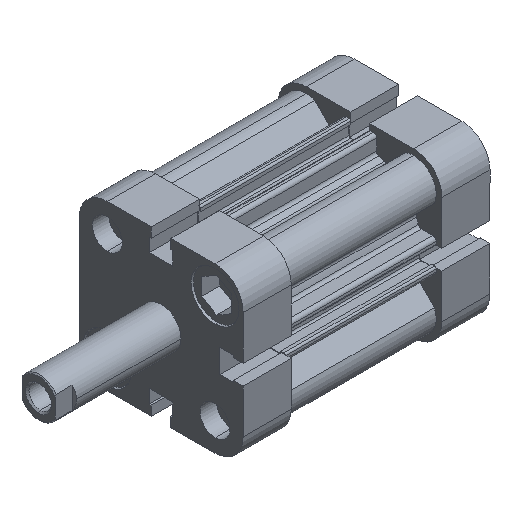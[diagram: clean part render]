
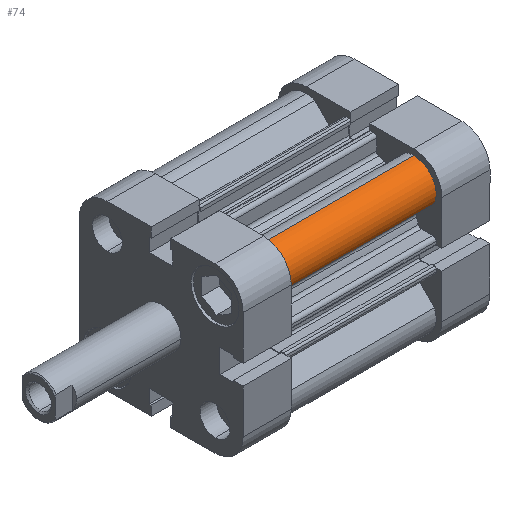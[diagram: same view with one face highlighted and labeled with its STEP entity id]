
A CAD part, isometric view. The second image highlights one B-rep face of the part: STEP entity #74.
In plain terms, the highlighted cylindrical face has radius 6.75 mm (diameter 13.5 mm), a partial arc.
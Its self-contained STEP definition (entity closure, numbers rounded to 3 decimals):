
#74 = ADVANCED_FACE ( 'NONE', ( #2128 ), #2131, .T. ) ;
#466 = VERTEX_POINT ( 'NONE', #4093 ) ;
#570 = VERTEX_POINT ( 'NONE', #4155 ) ;
#599 = VERTEX_POINT ( 'NONE', #4178 ) ;
#635 = DIRECTION ( 'NONE',  ( -1., 0., 0. ) ) ;
#810 = DIRECTION ( 'NONE',  ( 0., 0., -1. ) ) ;
#839 = VERTEX_POINT ( 'NONE', #4258 ) ;
#1246 = CARTESIAN_POINT ( 'NONE',  ( -16.25, -16.25, 45.5 ) ) ;
#1920 = EDGE_LOOP ( 'NONE', ( #7795, #7796, #7797, #7798 ) ) ;
#2128 = FACE_OUTER_BOUND ( 'NONE', #1920, .T. ) ;
#2131 = CYLINDRICAL_SURFACE ( 'NONE', #3273, 6.75 ) ;
#2757 = EDGE_CURVE ( 'NONE', #570, #466, #5167, .T. ) ;
#2766 = EDGE_CURVE ( 'NONE', #599, #570, #5180, .T. ) ;
#2767 = EDGE_CURVE ( 'NONE', #599, #839, #5183, .T. ) ;
#2768 = EDGE_CURVE ( 'NONE', #839, #466, #5174, .T. ) ;
#3273 = AXIS2_PLACEMENT_3D ( 'NONE', #1246, #810, #635 ) ;
#3518 = AXIS2_PLACEMENT_3D ( 'NONE', #4941, #4942, #4943 ) ;
#3522 = AXIS2_PLACEMENT_3D ( 'NONE', #4961, #4965, #4966 ) ;
#4093 = CARTESIAN_POINT ( 'NONE',  ( -13.633, -22.472, 0. ) ) ;
#4155 = CARTESIAN_POINT ( 'NONE',  ( -23., -16.25, 0. ) ) ;
#4178 = CARTESIAN_POINT ( 'NONE',  ( -23., -16.25, 45.5 ) ) ;
#4258 = CARTESIAN_POINT ( 'NONE',  ( -13.633, -22.472, 45.5 ) ) ;
#4941 = CARTESIAN_POINT ( 'NONE',  ( -16.25, -16.25, 0. ) ) ;
#4942 = DIRECTION ( 'NONE',  ( 0., 0., 1. ) ) ;
#4943 = DIRECTION ( 'NONE',  ( -1., 0., 0. ) ) ;
#4961 = CARTESIAN_POINT ( 'NONE',  ( -16.25, -16.25, 45.5 ) ) ;
#4963 = CARTESIAN_POINT ( 'NONE',  ( -23., -16.25, 45.5 ) ) ;
#4964 = DIRECTION ( 'NONE',  ( 0., 0., -1. ) ) ;
#4965 = DIRECTION ( 'NONE',  ( 0., 0., 1. ) ) ;
#4966 = DIRECTION ( 'NONE',  ( -1., 0., 0. ) ) ;
#4968 = CARTESIAN_POINT ( 'NONE',  ( -13.633, -22.472, 45.5 ) ) ;
#4969 = DIRECTION ( 'NONE',  ( 0., 0., -1. ) ) ;
#5167 = CIRCLE ( 'NONE', #3518, 6.75 ) ;
#5174 = LINE ( 'NONE', #4968, #5175 ) ;
#5175 = VECTOR ( 'NONE', #4969, 1000. ) ;
#5180 = LINE ( 'NONE', #4963, #5181 ) ;
#5181 = VECTOR ( 'NONE', #4964, 1000. ) ;
#5183 = CIRCLE ( 'NONE', #3522, 6.75 ) ;
#7795 = ORIENTED_EDGE ( 'NONE', *, *, #2767, .F. ) ;
#7796 = ORIENTED_EDGE ( 'NONE', *, *, #2766, .T. ) ;
#7797 = ORIENTED_EDGE ( 'NONE', *, *, #2757, .T. ) ;
#7798 = ORIENTED_EDGE ( 'NONE', *, *, #2768, .F. ) ;
